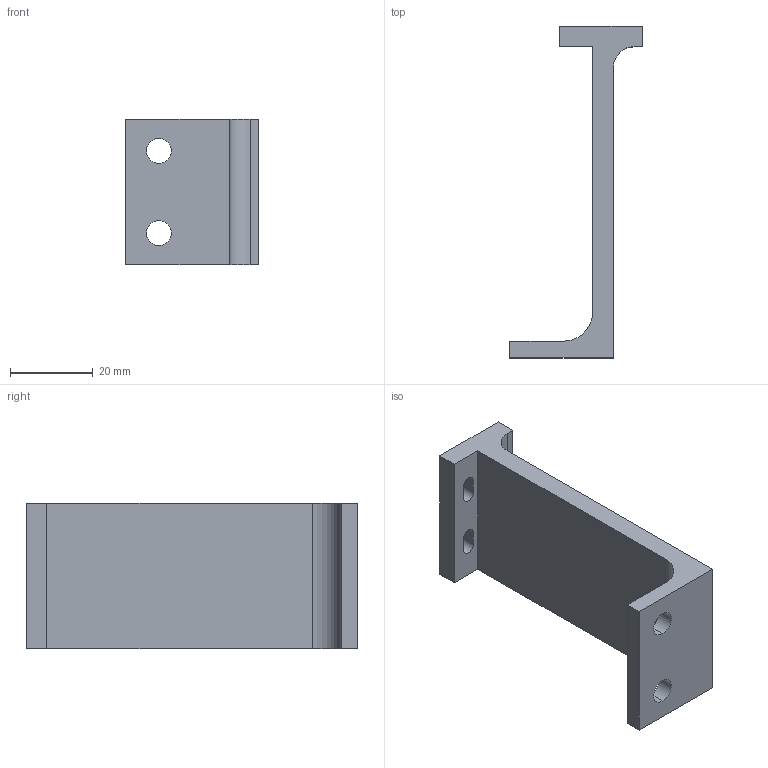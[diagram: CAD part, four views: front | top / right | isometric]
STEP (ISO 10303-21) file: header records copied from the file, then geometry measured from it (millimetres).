
FILE_DESCRIPTION (( 'STEP AP214' ), '1' );
FILE_NAME ('MagnetBracket.STEP', '2024-05-26T13:57:03', ( '' ), ( '' ), 'SwSTEP 2.0', 'SolidWorks 2017', '' );
FILE_SCHEMA (( 'AUTOMOTIVE_DESIGN' ));
Length unit declared in the file: millimetre
Products named in the file (1): MagnetBracket
Bounding box: 32 x 80 x 35 mm (x, y, z)
Volume: 19549.9 mm3; surface area: 9491.1 mm2
Topology: 1 solids, 1 shells, 28 faces, 78 edges, 52 vertices
Faces by surface type: plane 16, cylinder 12
Entity records: 956 total; most frequent: DIRECTION 160, CARTESIAN_POINT 159, ORIENTED_EDGE 156, EDGE_CURVE 78, VECTOR 54, LINE 54, AXIS2_PLACEMENT_3D 53, VERTEX_POINT 52
